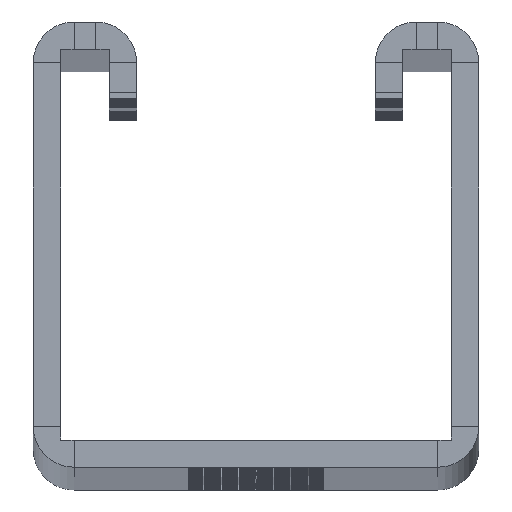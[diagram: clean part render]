
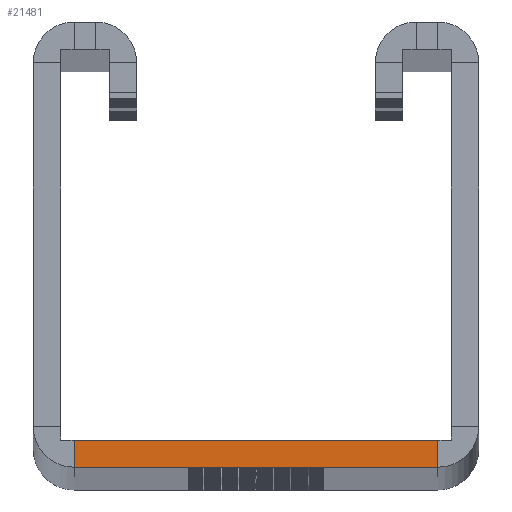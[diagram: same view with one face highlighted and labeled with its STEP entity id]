
A CAD part, top view. The second image highlights one B-rep face of the part: STEP entity #21481.
In plain terms, the highlighted planar face has unit normal (0, 0, 1).
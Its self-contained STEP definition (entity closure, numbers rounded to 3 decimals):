
#515 = CARTESIAN_POINT ( 'NONE',  ( 16.75, 2.5, 0. ) ) ;
#927 = PLANE ( 'NONE',  #12839 ) ;
#2534 = FACE_OUTER_BOUND ( 'NONE', #39091, .T. ) ;
#5583 = LINE ( 'NONE', #28482, #17188 ) ;
#6269 = CARTESIAN_POINT ( 'NONE',  ( -16.75, 2.5, 0. ) ) ;
#8797 = LINE ( 'NONE', #44302, #59957 ) ;
#10345 = VECTOR ( 'NONE', #31556, 1000. ) ;
#12547 = EDGE_CURVE ( 'NONE', #50694, #23822, #29567, .T. ) ;
#12839 = AXIS2_PLACEMENT_3D ( 'NONE', #21474, #15640, #60474 ) ;
#12902 = DIRECTION ( 'NONE',  ( -1., 0., 0. ) ) ;
#15640 = DIRECTION ( 'NONE',  ( 0., 0., 1. ) ) ;
#15890 = CARTESIAN_POINT ( 'NONE',  ( 16.75, 2.5, 0. ) ) ;
#17166 = EDGE_CURVE ( 'NONE', #57887, #41953, #8797, .T. ) ;
#17188 = VECTOR ( 'NONE', #12902, 1000. ) ;
#19547 = DIRECTION ( 'NONE',  ( 0., -1., 0. ) ) ;
#20714 = ORIENTED_EDGE ( 'NONE', *, *, #27186, .F. ) ;
#21474 = CARTESIAN_POINT ( 'NONE',  ( -14.75, 37.25, 0. ) ) ;
#21481 = ADVANCED_FACE ( 'NONE', ( #2534 ), #927, .T. ) ;
#23822 = VERTEX_POINT ( 'NONE', #31324 ) ;
#25093 = ORIENTED_EDGE ( 'NONE', *, *, #12547, .F. ) ;
#27186 = EDGE_CURVE ( 'NONE', #23822, #41953, #49889, .T. ) ;
#28482 = CARTESIAN_POINT ( 'NONE',  ( 0., 2.5, 0. ) ) ;
#29567 = LINE ( 'NONE', #15890, #47390 ) ;
#31324 = CARTESIAN_POINT ( 'NONE',  ( 16.75, 0., 0. ) ) ;
#31552 = ORIENTED_EDGE ( 'NONE', *, *, #17166, .T. ) ;
#31556 = DIRECTION ( 'NONE',  ( -1., 0., 0. ) ) ;
#34101 = ORIENTED_EDGE ( 'NONE', *, *, #42609, .T. ) ;
#39091 = EDGE_LOOP ( 'NONE', ( #34101, #31552, #20714, #25093 ) ) ;
#40246 = DIRECTION ( 'NONE',  ( 0., -1., 0. ) ) ;
#41953 = VERTEX_POINT ( 'NONE', #62768 ) ;
#42609 = EDGE_CURVE ( 'NONE', #50694, #57887, #5583, .T. ) ;
#44302 = CARTESIAN_POINT ( 'NONE',  ( -16.75, 2.5, 0. ) ) ;
#47390 = VECTOR ( 'NONE', #40246, 1000. ) ;
#49889 = LINE ( 'NONE', #51239, #10345 ) ;
#50694 = VERTEX_POINT ( 'NONE', #515 ) ;
#51239 = CARTESIAN_POINT ( 'NONE',  ( 0., 0., 0. ) ) ;
#57887 = VERTEX_POINT ( 'NONE', #6269 ) ;
#59957 = VECTOR ( 'NONE', #19547, 1000. ) ;
#60474 = DIRECTION ( 'NONE',  ( 1., 0., 0. ) ) ;
#62768 = CARTESIAN_POINT ( 'NONE',  ( -16.75, 0., 0. ) ) ;
